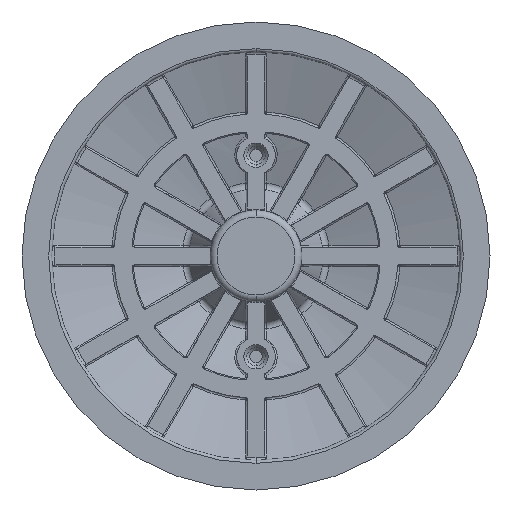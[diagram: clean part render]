
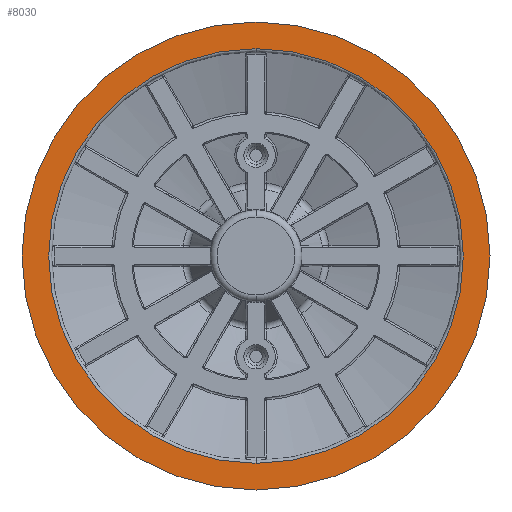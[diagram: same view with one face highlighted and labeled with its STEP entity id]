
A CAD part, front view. The second image highlights one B-rep face of the part: STEP entity #8030.
In plain terms, the highlighted planar face has unit normal (0, -1, 0).
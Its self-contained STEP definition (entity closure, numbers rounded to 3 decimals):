
#61 = CARTESIAN_POINT ( 'NONE',  ( 39.5, 0., -39.5 ) ) ;
#850 = VERTEX_POINT ( 'NONE', #1761 ) ;
#1059 = EDGE_CURVE ( 'NONE', #4215, #3194, #12673, .T. ) ;
#1761 = CARTESIAN_POINT ( 'NONE',  ( 39.5, 0., -35. ) ) ;
#2204 = DIRECTION ( 'NONE',  ( 0., 0., 1. ) ) ;
#2463 = DIRECTION ( 'NONE',  ( 0., 1., 0. ) ) ;
#2949 = EDGE_CURVE ( 'NONE', #850, #2994, #11422, .T. ) ;
#2994 = VERTEX_POINT ( 'NONE', #10094 ) ;
#3030 = CIRCLE ( 'NONE', #9723, 35. ) ;
#3139 = FACE_BOUND ( 'NONE', #16546, .T. ) ;
#3194 = VERTEX_POINT ( 'NONE', #4502 ) ;
#3308 = ORIENTED_EDGE ( 'NONE', *, *, #1059, .F. ) ;
#4215 = VERTEX_POINT ( 'NONE', #61 ) ;
#4502 = CARTESIAN_POINT ( 'NONE',  ( 39.5, 0., 39.5 ) ) ;
#4546 = DIRECTION ( 'NONE',  ( 0., 1., 0. ) ) ;
#4623 = DIRECTION ( 'NONE',  ( 0., -1., 0. ) ) ;
#4680 = CARTESIAN_POINT ( 'NONE',  ( 39.5, 0., 0. ) ) ;
#4712 = CIRCLE ( 'NONE', #10136, 39.5 ) ;
#6412 = ORIENTED_EDGE ( 'NONE', *, *, #13173, .T. ) ;
#8030 = ADVANCED_FACE ( 'NONE', ( #3139, #16389 ), #12441, .T. ) ;
#9723 = AXIS2_PLACEMENT_3D ( 'NONE', #12357, #4546, #13640 ) ;
#9897 = ORIENTED_EDGE ( 'NONE', *, *, #12087, .F. ) ;
#9921 = EDGE_LOOP ( 'NONE', ( #9897, #3308 ) ) ;
#9948 = CARTESIAN_POINT ( 'NONE',  ( 39.5, 0., 0. ) ) ;
#9957 = AXIS2_PLACEMENT_3D ( 'NONE', #9948, #10613, #10612 ) ;
#10094 = CARTESIAN_POINT ( 'NONE',  ( 39.5, 0., 35. ) ) ;
#10136 = AXIS2_PLACEMENT_3D ( 'NONE', #10372, #2463, #11663 ) ;
#10372 = CARTESIAN_POINT ( 'NONE',  ( 39.5, 0., 0. ) ) ;
#10612 = DIRECTION ( 'NONE',  ( 0., 0., -1. ) ) ;
#10613 = DIRECTION ( 'NONE',  ( 0., 1., 0. ) ) ;
#11422 = CIRCLE ( 'NONE', #9957, 35. ) ;
#11567 = AXIS2_PLACEMENT_3D ( 'NONE', #14905, #4623, #13712 ) ;
#11663 = DIRECTION ( 'NONE',  ( 0., 0., 1. ) ) ;
#12087 = EDGE_CURVE ( 'NONE', #3194, #4215, #4712, .T. ) ;
#12357 = CARTESIAN_POINT ( 'NONE',  ( 39.5, 0., 0. ) ) ;
#12441 = PLANE ( 'NONE',  #11567 ) ;
#12503 = ORIENTED_EDGE ( 'NONE', *, *, #2949, .T. ) ;
#12673 = CIRCLE ( 'NONE', #13670, 39.5 ) ;
#13173 = EDGE_CURVE ( 'NONE', #2994, #850, #3030, .T. ) ;
#13640 = DIRECTION ( 'NONE',  ( 0., 0., -1. ) ) ;
#13670 = AXIS2_PLACEMENT_3D ( 'NONE', #4680, #16029, #2204 ) ;
#13712 = DIRECTION ( 'NONE',  ( 0., 0., -1. ) ) ;
#14905 = CARTESIAN_POINT ( 'NONE',  ( 0., 0., 0. ) ) ;
#16029 = DIRECTION ( 'NONE',  ( 0., 1., 0. ) ) ;
#16389 = FACE_OUTER_BOUND ( 'NONE', #9921, .T. ) ;
#16546 = EDGE_LOOP ( 'NONE', ( #12503, #6412 ) ) ;
